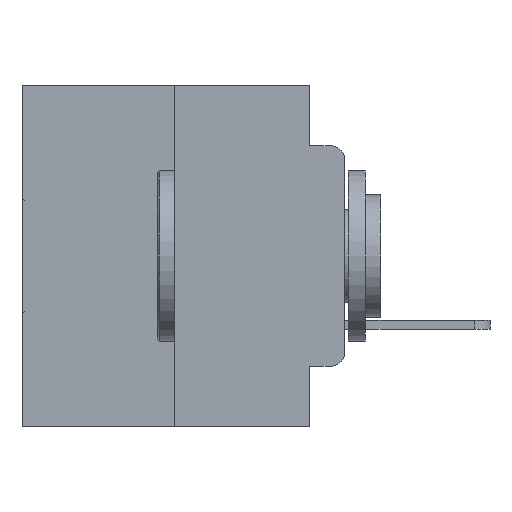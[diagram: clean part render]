
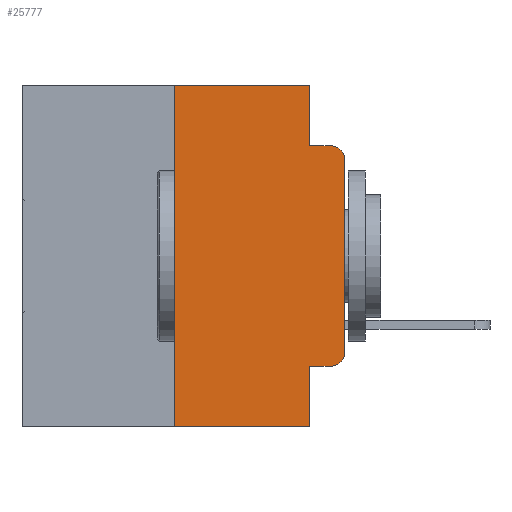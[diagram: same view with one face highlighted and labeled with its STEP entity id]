
A CAD part, left-side view. The second image highlights one B-rep face of the part: STEP entity #25777.
In plain terms, the highlighted planar face has unit normal (-1, 0, 0).
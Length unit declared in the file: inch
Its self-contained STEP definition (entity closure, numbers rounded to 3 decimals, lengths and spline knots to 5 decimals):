
#588 = AXIS2_PLACEMENT_3D ( 'NONE', #29061, #15668, #1783 ) ;
#661 = DIRECTION ( 'NONE',  ( 0., 0., -1. ) ) ;
#897 = DIRECTION ( 'NONE',  ( 0., -1., 0. ) ) ;
#906 = ORIENTED_EDGE ( 'NONE', *, *, #21786, .F. ) ;
#1315 = DIRECTION ( 'NONE',  ( 0., 0., -1. ) ) ;
#1783 = DIRECTION ( 'NONE',  ( 0., 0., -1. ) ) ;
#1850 = LINE ( 'NONE', #26478, #13505 ) ;
#2946 = CARTESIAN_POINT ( 'NONE',  ( 0., 0.25, -0.5 ) ) ;
#3186 = CARTESIAN_POINT ( 'NONE',  ( 0., 0.051, -0.0885 ) ) ;
#3398 = CIRCLE ( 'NONE', #588, 0.02 ) ;
#3962 = DIRECTION ( 'NONE',  ( 0., -1., 0. ) ) ;
#4032 = CARTESIAN_POINT ( 'NONE',  ( 0., 0.02, -0.3915 ) ) ;
#4172 = CARTESIAN_POINT ( 'NONE',  ( 0., 0.051, -0.4115 ) ) ;
#4367 = LINE ( 'NONE', #4172, #10519 ) ;
#4628 = VECTOR ( 'NONE', #3962, 39.37008 ) ;
#4779 = LINE ( 'NONE', #3186, #22232 ) ;
#5247 = CARTESIAN_POINT ( 'NONE',  ( 0., 0.02, -0.4115 ) ) ;
#5258 = ORIENTED_EDGE ( 'NONE', *, *, #15962, .T. ) ;
#5262 = EDGE_CURVE ( 'NONE', #14652, #24147, #27035, .T. ) ;
#5402 = VECTOR ( 'NONE', #15431, 39.37008 ) ;
#5493 = CARTESIAN_POINT ( 'NONE',  ( 0., 0.051, 0. ) ) ;
#6091 = ORIENTED_EDGE ( 'NONE', *, *, #24484, .T. ) ;
#6407 = DIRECTION ( 'NONE',  ( 0., 0., -1. ) ) ;
#7937 = DIRECTION ( 'NONE',  ( 0., 0., 1. ) ) ;
#8190 = VECTOR ( 'NONE', #661, 39.37008 ) ;
#8989 = DIRECTION ( 'NONE',  ( 0., 0., -1. ) ) ;
#9503 = EDGE_CURVE ( 'NONE', #24909, #17247, #11510, .T. ) ;
#9512 = EDGE_CURVE ( 'NONE', #15438, #14652, #10779, .T. ) ;
#10507 = AXIS2_PLACEMENT_3D ( 'NONE', #4032, #19949, #6407 ) ;
#10519 = VECTOR ( 'NONE', #26930, 39.37008 ) ;
#10779 = LINE ( 'NONE', #13148, #4628 ) ;
#11510 = LINE ( 'NONE', #28811, #5402 ) ;
#11987 = VERTEX_POINT ( 'NONE', #29393 ) ;
#12144 = EDGE_LOOP ( 'NONE', ( #5258, #28866, #18867, #21982, #28130, #25753, #23125, #906, #19383, #6091 ) ) ;
#12795 = EDGE_CURVE ( 'NONE', #24147, #26834, #4779, .T. ) ;
#13148 = CARTESIAN_POINT ( 'NONE',  ( 0., 0.473, 0. ) ) ;
#13505 = VECTOR ( 'NONE', #28637, 39.37008 ) ;
#14652 = VERTEX_POINT ( 'NONE', #26448 ) ;
#14952 = CARTESIAN_POINT ( 'NONE',  ( 0., 0.051, -0.4115 ) ) ;
#15431 = DIRECTION ( 'NONE',  ( 0., -1., 0. ) ) ;
#15438 = VERTEX_POINT ( 'NONE', #18074 ) ;
#15625 = LINE ( 'NONE', #19230, #26207 ) ;
#15668 = DIRECTION ( 'NONE',  ( -1., 0., 0. ) ) ;
#15857 = AXIS2_PLACEMENT_3D ( 'NONE', #20273, #22600, #8989 ) ;
#15904 = VERTEX_POINT ( 'NONE', #14952 ) ;
#15962 = EDGE_CURVE ( 'NONE', #11987, #18650, #1850, .T. ) ;
#17227 = CARTESIAN_POINT ( 'NONE',  ( 0., 0.02, -0.0885 ) ) ;
#17247 = VERTEX_POINT ( 'NONE', #20309 ) ;
#17811 = EDGE_CURVE ( 'NONE', #15904, #19508, #4367, .T. ) ;
#18046 = PLANE ( 'NONE',  #15857 ) ;
#18074 = CARTESIAN_POINT ( 'NONE',  ( 0., 0.25, 0. ) ) ;
#18650 = VERTEX_POINT ( 'NONE', #24699 ) ;
#18867 = ORIENTED_EDGE ( 'NONE', *, *, #12795, .F. ) ;
#19230 = CARTESIAN_POINT ( 'NONE',  ( 0., 0.25, 0. ) ) ;
#19383 = ORIENTED_EDGE ( 'NONE', *, *, #17811, .T. ) ;
#19508 = VERTEX_POINT ( 'NONE', #5247 ) ;
#19949 = DIRECTION ( 'NONE',  ( -1., 0., 0. ) ) ;
#20015 = FACE_OUTER_BOUND ( 'NONE', #12144, .T. ) ;
#20273 = CARTESIAN_POINT ( 'NONE',  ( 0., 0.473, 0. ) ) ;
#20309 = CARTESIAN_POINT ( 'NONE',  ( 0., 0.051, -0.5 ) ) ;
#20870 = CARTESIAN_POINT ( 'NONE',  ( 0., 0.051, -0.0885 ) ) ;
#21786 = EDGE_CURVE ( 'NONE', #15904, #17247, #26300, .T. ) ;
#21982 = ORIENTED_EDGE ( 'NONE', *, *, #5262, .F. ) ;
#21986 = CARTESIAN_POINT ( 'NONE',  ( 0., 0.051, 0. ) ) ;
#22232 = VECTOR ( 'NONE', #897, 39.37008 ) ;
#22600 = DIRECTION ( 'NONE',  ( 1., 0., 0. ) ) ;
#23125 = ORIENTED_EDGE ( 'NONE', *, *, #9503, .T. ) ;
#24147 = VERTEX_POINT ( 'NONE', #20870 ) ;
#24484 = EDGE_CURVE ( 'NONE', #19508, #11987, #27506, .T. ) ;
#24699 = CARTESIAN_POINT ( 'NONE',  ( 0., 0., -0.1085 ) ) ;
#24909 = VERTEX_POINT ( 'NONE', #2946 ) ;
#25678 = VECTOR ( 'NONE', #1315, 39.37008 ) ;
#25753 = ORIENTED_EDGE ( 'NONE', *, *, #29246, .F. ) ;
#25777 = ADVANCED_FACE ( 'NONE', ( #20015 ), #18046, .F. ) ;
#26207 = VECTOR ( 'NONE', #7937, 39.37008 ) ;
#26300 = LINE ( 'NONE', #5493, #8190 ) ;
#26448 = CARTESIAN_POINT ( 'NONE',  ( 0., 0.051, 0. ) ) ;
#26478 = CARTESIAN_POINT ( 'NONE',  ( 0., 0., 0. ) ) ;
#26834 = VERTEX_POINT ( 'NONE', #17227 ) ;
#26930 = DIRECTION ( 'NONE',  ( 0., -1., 0. ) ) ;
#27035 = LINE ( 'NONE', #21986, #25678 ) ;
#27506 = CIRCLE ( 'NONE', #10507, 0.02 ) ;
#28130 = ORIENTED_EDGE ( 'NONE', *, *, #9512, .F. ) ;
#28637 = DIRECTION ( 'NONE',  ( 0., 0., 1. ) ) ;
#28757 = EDGE_CURVE ( 'NONE', #18650, #26834, #3398, .T. ) ;
#28811 = CARTESIAN_POINT ( 'NONE',  ( 0., 0.473, -0.5 ) ) ;
#28866 = ORIENTED_EDGE ( 'NONE', *, *, #28757, .T. ) ;
#29061 = CARTESIAN_POINT ( 'NONE',  ( 0., 0.02, -0.1085 ) ) ;
#29246 = EDGE_CURVE ( 'NONE', #24909, #15438, #15625, .T. ) ;
#29393 = CARTESIAN_POINT ( 'NONE',  ( 0., 0., -0.3915 ) ) ;
